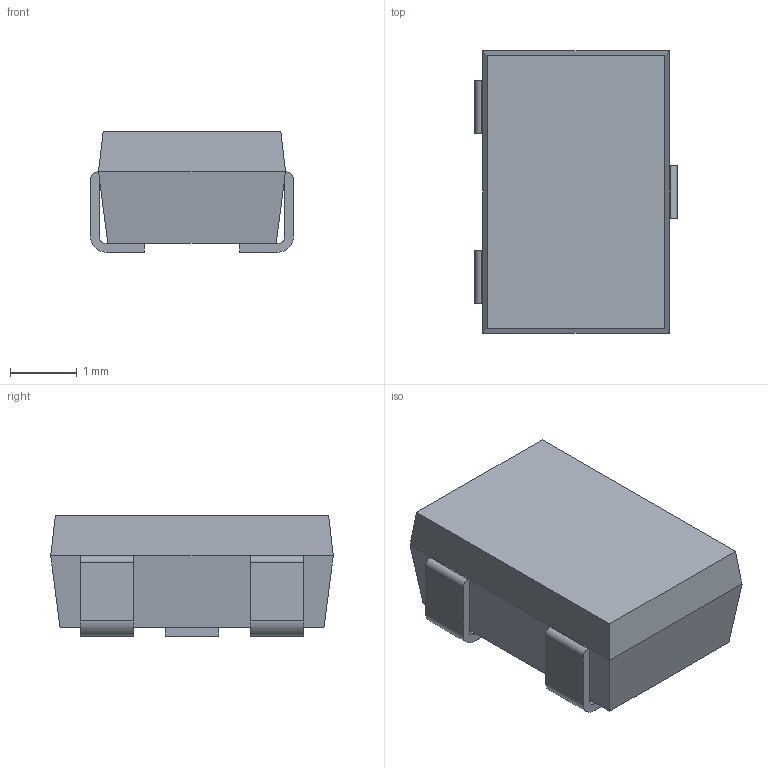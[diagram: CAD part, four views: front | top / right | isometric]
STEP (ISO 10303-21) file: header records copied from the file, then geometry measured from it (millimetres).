
FILE_DESCRIPTION((''),'2;1');
FILE_NAME('RN_VISHAY_DSM.stp','2011-02-17T15:52:59',(''),(''),'Mechanical Desktop 2011','Mechanical Desktop 2011',', , ');
FILE_SCHEMA(('AUTOMOTIVE_DESIGN { 1 2 10303 214 1 1 1 1 }'));
Length unit declared in the file: millimetre
Products named in the file (1): Product
Bounding box: 3.03 x 4.23 x 1.8 mm (x, y, z)
Volume: 19 mm3; surface area: 77.8 mm2
Topology: 5 solids, 5 shells, 45 faces, 105 edges, 70 vertices
Faces by surface type: plane 26, bspline 13, cylinder 6
Entity records: 1364 total; most frequent: CARTESIAN_POINT 302, ORIENTED_EDGE 210, DIRECTION 189, EDGE_CURVE 105, VECTOR 87, LINE 87, VERTEX_POINT 70, AXIS2_PLACEMENT_3D 51
